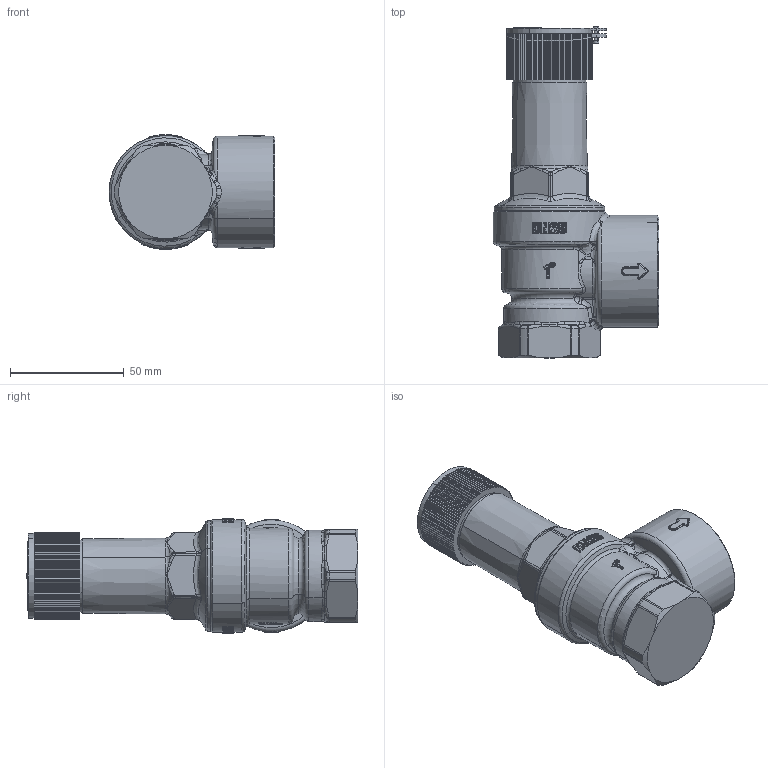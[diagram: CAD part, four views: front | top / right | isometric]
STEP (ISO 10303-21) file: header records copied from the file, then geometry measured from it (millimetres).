
FILE_DESCRIPTION(('CATIA V5 STEP Exchange','CAx-IF Rec.Pracs.--- Model Styling and Organization---1.5--- 2016-08-15','CAx-IF Rec.Pracs.---Supplemental Geometry---1.0---2011-11-01','CAx-IF Rec.Pracs.--- Composite Materials ---3.4---2017-06-13','CAx-IF Rec.Pracs.---Tessellated 3D Geometry---1.0---2015-12-17'),'2;1');
FILE_NAME('STEP_513615_-_TST.stp','2023-05-31T07:59:35+00:00',('none'),('none'),'CATIA Version 5-6 Release 2020 SP5','CATIA V5 STEP AP242 v2','none');
FILE_SCHEMA(('AP242_MANAGED_MODEL_BASED_3D_ENGINEERING_MIM_LF {1 0 10303 442 1 1 4}'));
Products named in the file (1): 513615 - TST
Bounding box: 72.75 x 145.6 x 50.29 mm (x, y, z)
Volume: 225990.1 mm3; surface area: 28580.6 mm2
Topology: 1 solids, 2 shells, 1523 faces, 3746 edges, 2129 vertices
Faces by surface type: bspline 789, plane 290, cylinder 267, sphere 92, torus 43, cone 42
Entity records: 84675 total; most frequent: CARTESIAN_POINT 57228, ORIENTED_EDGE 7242, EDGE_CURVE 3621, DIRECTION 2694, VERTEX_POINT 2129, B_SPLINE_CURVE_WITH_KNOTS 2019, EDGE_LOOP 1552, ADVANCED_FACE 1523
